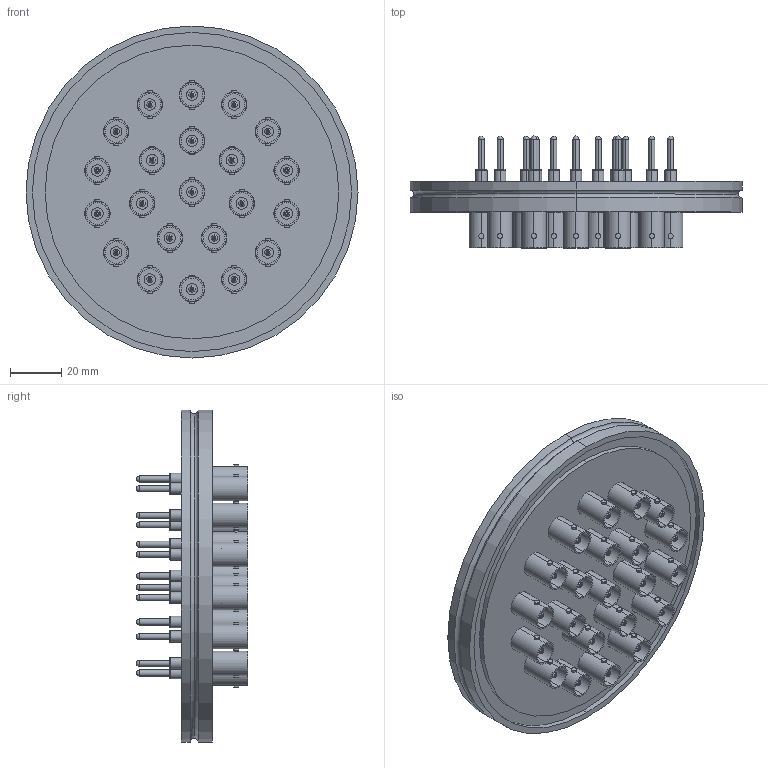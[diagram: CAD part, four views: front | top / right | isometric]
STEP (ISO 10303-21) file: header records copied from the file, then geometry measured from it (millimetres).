
FILE_DESCRIPTION (( 'STEP AP214' ), '1' );
FILE_NAME ('242-BNC50-ISO100-22.step', '2025-02-18T20:44:24', ( '' ), ( '' ), 'SwSTEP 2.0', 'SolidWorks 2022', '' );
FILE_SCHEMA (( 'AUTOMOTIVE_DESIGN' ));
Length unit declared in the file: millimetre
Products named in the file (3): 9441-ISO100-9.6-22_DN100 ISO-K; 242-BNC50-ISO100-22; 242-BNC50-I
Assembly tree (23 placements, depth 2):
  242-BNC50-ISO100-22
    9441-ISO100-9.6-22_DN100 ISO-K
    242-BNC50-I  x22
Bounding box: 130 x 43.75 x 130 mm (x, y, z)
Volume: 128082 mm3; surface area: 80708 mm2
Topology: 1 solids, 45 shells, 924 faces, 1978 edges, 1214 vertices
Faces by surface type: cylinder 540, plane 248, torus 92, bspline 44
Entity records: 5267 total; most frequent: DIRECTION 1012, CARTESIAN_POINT 919, ORIENTED_EDGE 754, AXIS2_PLACEMENT_3D 445, EDGE_CURVE 378, CIRCLE 252, VERTEX_POINT 248, EDGE_LOOP 245
